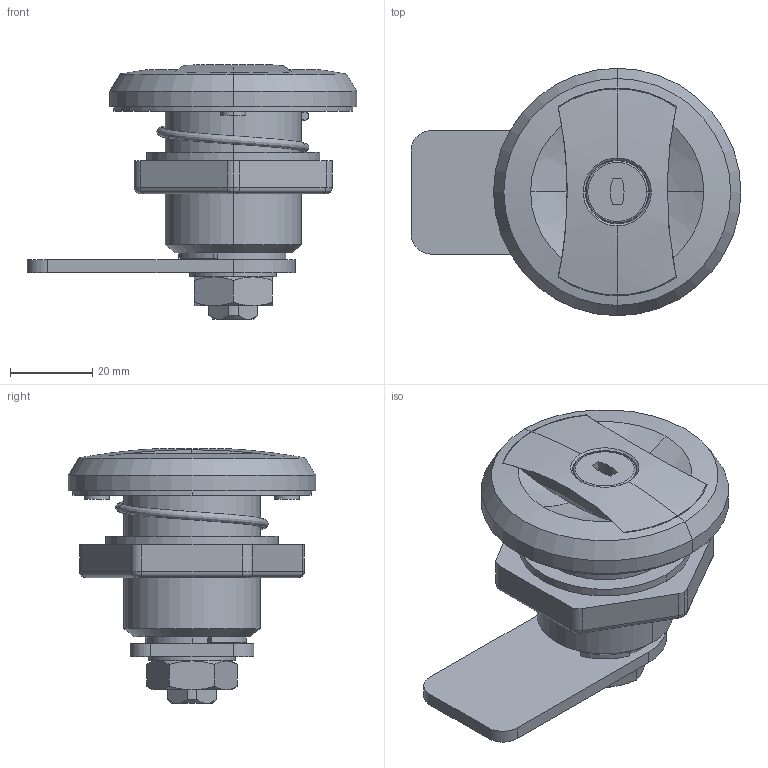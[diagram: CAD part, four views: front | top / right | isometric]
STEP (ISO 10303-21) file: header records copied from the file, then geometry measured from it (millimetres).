
FILE_DESCRIPTION (( 'STEP AP203' ), '1' );
FILE_NAME ('A-303-1.STEP', '2019-08-01T08:13:17', ( '' ), ( '' ), 'SwSTEP 2.0', 'SolidWorks 2014', '' );
FILE_SCHEMA (( 'CONFIG_CONTROL_DESIGN' ));
Length unit declared in the file: millimetre
Products named in the file (12): A-303-1_ハンドル_; A-303-1_六角ナット(大)_; A-303-1_ストッパー_; A-303-1; A-303-1_榋妏僫僢僩ver1.01__M12僫僢僩(揝)3庬_屇傃宎婎弨; A-303-1_シャフト_; A-303-1_パッキン_; A-303-1_歯付座金_; A-303-1_ハウジング_; A-303-1_リングワッシャー_; R0220_公開用; A-303-1_止め金_
Assembly tree (11 placements, depth 2):
  A-303-1
    A-303-1_ハウジング_
    A-303-1_ハンドル_
    A-303-1_シャフト_
    R0220_公開用
    A-303-1_ストッパー_
    A-303-1_歯付座金_
    A-303-1_榋妏僫僢僩ver1.01__M12僫僢僩(揝)3庬_屇傃宎婎弨
    A-303-1_リングワッシャー_
    A-303-1_六角ナット(大)_
    A-303-1_パッキン_
    A-303-1_止め金_
Bounding box: 80 x 60 x 61.78 mm (x, y, z)
Volume: 68202.7 mm3; surface area: 41155.1 mm2
Topology: 11 solids, 11 shells, 272 faces, 664 edges, 424 vertices
Faces by surface type: cylinder 112, plane 101, cone 39, torus 10, sphere 8, bspline 2
Entity records: 10079 total; most frequent: CARTESIAN_POINT 2227, DIRECTION 1471, ORIENTED_EDGE 1328, EDGE_CURVE 664, AXIS2_PLACEMENT_3D 584, VERTEX_POINT 424, VECTOR 303, LINE 303
